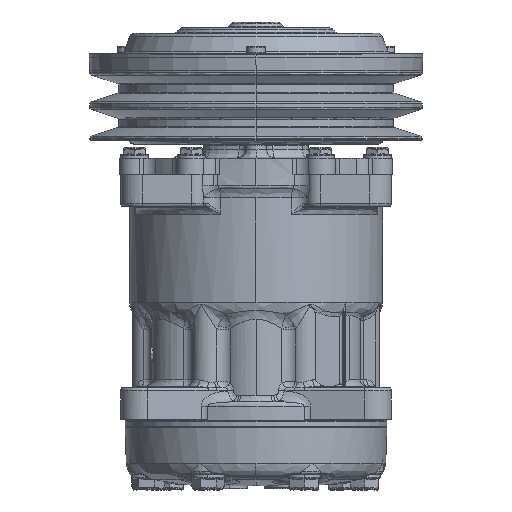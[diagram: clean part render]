
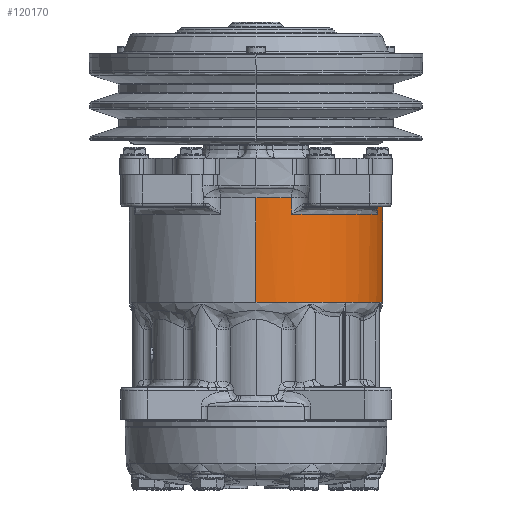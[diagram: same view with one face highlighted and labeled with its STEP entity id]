
A CAD part, front view. The second image highlights one B-rep face of the part: STEP entity #120170.
In plain terms, the highlighted cylindrical face has radius 58 mm (diameter 116 mm), a partial arc.
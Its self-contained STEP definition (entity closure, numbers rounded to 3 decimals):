
#17645 = VERTEX_POINT ( 'NONE', #20136 ) ;
#17666 = VERTEX_POINT ( 'NONE', #20243 ) ;
#17985 = VERTEX_POINT ( 'NONE', #29838 ) ;
#18123 = VERTEX_POINT ( 'NONE', #33343 ) ;
#18452 = VERTEX_POINT ( 'NONE', #34048 ) ;
#20136 = CARTESIAN_POINT ( 'NONE',  ( 55.631, -18.889, 38.002 ) ) ;
#20243 = CARTESIAN_POINT ( 'NONE',  ( 16.327, -58.194, 38.002 ) ) ;
#24570 = EDGE_CURVE ( 'NONE', #17645, #18452, #51582, .T. ) ;
#24621 = VERTEX_POINT ( 'NONE', #51599 ) ;
#24629 = EDGE_CURVE ( 'NONE', #24621, #17666, #51635, .T. ) ;
#24722 = EDGE_CURVE ( 'NONE', #17666, #17645, #51820, .T. ) ;
#24763 = EDGE_CURVE ( 'NONE', #17985, #24765, #51854, .T. ) ;
#24765 = VERTEX_POINT ( 'NONE', #51849 ) ;
#24796 = EDGE_CURVE ( 'NONE', #18123, #17985, #51870, .T. ) ;
#24822 = EDGE_CURVE ( 'NONE', #24993, #18123, #51894, .T. ) ;
#24993 = VERTEX_POINT ( 'NONE', #52072 ) ;
#25225 = EDGE_CURVE ( 'NONE', #18452, #24993, #52454, .T. ) ;
#29838 = CARTESIAN_POINT ( 'NONE',  ( 40.994, -43.556, -2.498 ) ) ;
#33343 = CARTESIAN_POINT ( 'NONE',  ( 57.982, -2.544, -2.498 ) ) ;
#34048 = CARTESIAN_POINT ( 'NONE',  ( 55.631, -18.889, 45.424 ) ) ;
#51579 = DIRECTION ( 'NONE',  ( 0., 0., 1. ) ) ;
#51580 = VECTOR ( 'NONE', #51579, 1000. ) ;
#51581 = CARTESIAN_POINT ( 'NONE',  ( 55.631, -18.889, 21.463 ) ) ;
#51582 = LINE ( 'NONE', #51581, #51580 ) ;
#51599 = CARTESIAN_POINT ( 'NONE',  ( 16.327, -58.194, 45.424 ) ) ;
#51632 = DIRECTION ( 'NONE',  ( 0., 0., -1. ) ) ;
#51633 = VECTOR ( 'NONE', #51632, 1000. ) ;
#51634 = CARTESIAN_POINT ( 'NONE',  ( 16.327, -58.194, 21.463 ) ) ;
#51635 = LINE ( 'NONE', #51634, #51633 ) ;
#51816 = DIRECTION ( 'NONE',  ( 1., 0., 0. ) ) ;
#51817 = DIRECTION ( 'NONE',  ( 0., 0., 1. ) ) ;
#51818 = CARTESIAN_POINT ( 'NONE',  ( -0.018, -2.544, 38.002 ) ) ;
#51819 = AXIS2_PLACEMENT_3D ( 'NONE', #51818, #51817, #51816 ) ;
#51820 = CIRCLE ( 'NONE', #51819, 58. ) ;
#51849 = CARTESIAN_POINT ( 'NONE',  ( -0.018, -60.544, -2.498 ) ) ;
#51850 = DIRECTION ( 'NONE',  ( 1., 0., 0. ) ) ;
#51851 = DIRECTION ( 'NONE',  ( 0., 0., -1. ) ) ;
#51852 = CARTESIAN_POINT ( 'NONE',  ( -0.018, -2.544, -2.498 ) ) ;
#51853 = AXIS2_PLACEMENT_3D ( 'NONE', #51852, #51851, #51850 ) ;
#51854 = CIRCLE ( 'NONE', #51853, 58. ) ;
#51867 = DIRECTION ( 'NONE',  ( 1., 0., 0. ) ) ;
#51868 = DIRECTION ( 'NONE',  ( 0., 0., -1. ) ) ;
#51869 = AXIS2_PLACEMENT_3D ( 'NONE', #51876, #51868, #51867 ) ;
#51870 = CIRCLE ( 'NONE', #51869, 58. ) ;
#51876 = CARTESIAN_POINT ( 'NONE',  ( -0.018, -2.544, -2.498 ) ) ;
#51892 = VECTOR ( 'NONE', #51930, 1000. ) ;
#51893 = CARTESIAN_POINT ( 'NONE',  ( 57.982, -2.544, 21.463 ) ) ;
#51894 = LINE ( 'NONE', #51893, #51892 ) ;
#51930 = DIRECTION ( 'NONE',  ( 0., 0., -1. ) ) ;
#52072 = CARTESIAN_POINT ( 'NONE',  ( 57.982, -2.544, 45.424 ) ) ;
#52402 = CARTESIAN_POINT ( 'NONE',  ( -0.018, -2.544, 45.424 ) ) ;
#52451 = DIRECTION ( 'NONE',  ( 1., 0., 0. ) ) ;
#52452 = DIRECTION ( 'NONE',  ( 0., 0., 1. ) ) ;
#52453 = AXIS2_PLACEMENT_3D ( 'NONE', #52402, #52452, #52451 ) ;
#52454 = CIRCLE ( 'NONE', #52453, 58. ) ;
#78849 = AXIS2_PLACEMENT_3D ( 'NONE', #78890, #78889, #78888 ) ;
#78856 = CYLINDRICAL_SURFACE ( 'NONE', #78849, 58. ) ;
#78857 = FACE_OUTER_BOUND ( 'NONE', #120172, .T. ) ;
#78888 = DIRECTION ( 'NONE',  ( 1., 0., 0. ) ) ;
#78889 = DIRECTION ( 'NONE',  ( 0., 0., 1. ) ) ;
#78890 = CARTESIAN_POINT ( 'NONE',  ( -0.018, -2.544, -2.498 ) ) ;
#79066 = DIRECTION ( 'NONE',  ( -1., 0., 0. ) ) ;
#79067 = DIRECTION ( 'NONE',  ( 0., 0., -1. ) ) ;
#79068 = CARTESIAN_POINT ( 'NONE',  ( -0.018, -2.544, 45.424 ) ) ;
#79069 = AXIS2_PLACEMENT_3D ( 'NONE', #79068, #79067, #79066 ) ;
#79070 = CIRCLE ( 'NONE', #79069, 58. ) ;
#79071 = CARTESIAN_POINT ( 'NONE',  ( -0.018, -60.544, 45.424 ) ) ;
#79129 = DIRECTION ( 'NONE',  ( 0., 0., -1. ) ) ;
#79130 = VECTOR ( 'NONE', #79129, 1000. ) ;
#79137 = CARTESIAN_POINT ( 'NONE',  ( -0.018, -60.544, 21.463 ) ) ;
#79138 = LINE ( 'NONE', #79137, #79130 ) ;
#120170 = ADVANCED_FACE ( 'NONE', ( #78857 ), #78856, .T. ) ;
#120172 = EDGE_LOOP ( 'NONE', ( #120176, #120180, #120237, #120242, #120246, #120249, #120262, #120267, #120271 ) ) ;
#120176 = ORIENTED_EDGE ( 'NONE', *, *, #24822, .F. ) ;
#120180 = ORIENTED_EDGE ( 'NONE', *, *, #25225, .F. ) ;
#120237 = ORIENTED_EDGE ( 'NONE', *, *, #24570, .F. ) ;
#120242 = ORIENTED_EDGE ( 'NONE', *, *, #24722, .F. ) ;
#120246 = ORIENTED_EDGE ( 'NONE', *, *, #24629, .F. ) ;
#120249 = ORIENTED_EDGE ( 'NONE', *, *, #120253, .T. ) ;
#120253 = EDGE_CURVE ( 'NONE', #24621, #120256, #79070, .T. ) ;
#120256 = VERTEX_POINT ( 'NONE', #79071 ) ;
#120262 = ORIENTED_EDGE ( 'NONE', *, *, #120263, .T. ) ;
#120263 = EDGE_CURVE ( 'NONE', #120256, #24765, #79138, .T. ) ;
#120267 = ORIENTED_EDGE ( 'NONE', *, *, #24763, .F. ) ;
#120271 = ORIENTED_EDGE ( 'NONE', *, *, #24796, .F. ) ;
